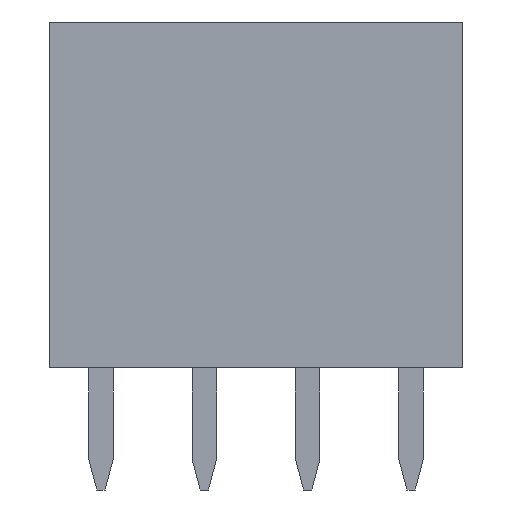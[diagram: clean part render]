
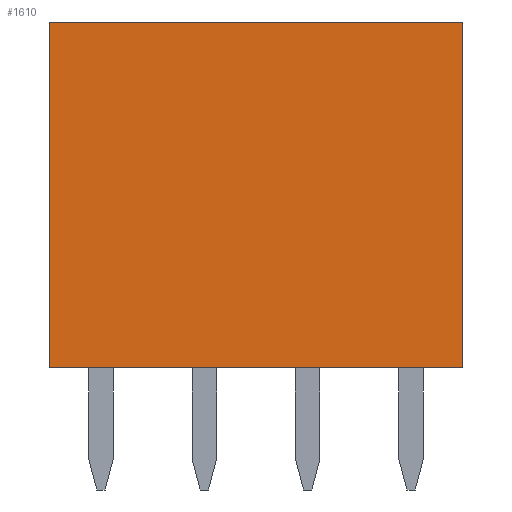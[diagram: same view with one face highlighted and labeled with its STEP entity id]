
A CAD part, front view. The second image highlights one B-rep face of the part: STEP entity #1610.
In plain terms, the highlighted planar face has unit normal (0, -1, 0).
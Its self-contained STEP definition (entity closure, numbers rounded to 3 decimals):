
#1610=ADVANCED_FACE('',(#3314),#3316,.T.);
#3314=FACE_BOUND('',#3315,.T.);
#3315=EDGE_LOOP('',(#4653,#4654,#4655,#4656));
#3316=PLANE('',#3317);
#3317=AXIS2_PLACEMENT_3D('',#3318,#3319,#3320);
#3318=CARTESIAN_POINT('',(-1.27,-1.27,0.));
#3319=DIRECTION('',(0.,-1.,0.));
#3320=DIRECTION('',(1.,0.,0.));
#4653=ORIENTED_EDGE('',*,*,#5423,.T.);
#4654=ORIENTED_EDGE('',*,*,#5356,.T.);
#4655=ORIENTED_EDGE('',*,*,#5413,.F.);
#4656=ORIENTED_EDGE('',*,*,#5345,.F.);
#5345=EDGE_CURVE('',#6249,#6251,#6252,.T.);
#5356=EDGE_CURVE('',#6271,#6269,#6272,.T.);
#5413=EDGE_CURVE('',#6251,#6269,#6353,.T.);
#5423=EDGE_CURVE('',#6249,#6271,#6367,.T.);
#6249=VERTEX_POINT('',#8157);
#6251=VERTEX_POINT('',#8161);
#6252=LINE('',#8162,#8163);
#6269=VERTEX_POINT('',#8199);
#6271=VERTEX_POINT('',#8203);
#6272=LINE('',#8204,#8205);
#6353=LINE('',#8403,#8404);
#6367=LINE('',#8437,#8438);
#8157=CARTESIAN_POINT('',(-1.27,-1.27,0.));
#8161=CARTESIAN_POINT('',(-1.27,-1.27,8.5));
#8162=CARTESIAN_POINT('',(-1.27,-1.27,0.));
#8163=VECTOR('',#8164,1.);
#8164=DIRECTION('',(0.,0.,1.));
#8199=CARTESIAN_POINT('',(8.89,-1.27,8.5));
#8203=CARTESIAN_POINT('',(8.89,-1.27,0.));
#8204=CARTESIAN_POINT('',(8.89,-1.27,0.));
#8205=VECTOR('',#8206,1.);
#8206=DIRECTION('',(0.,0.,1.));
#8403=CARTESIAN_POINT('',(-1.27,-1.27,8.5));
#8404=VECTOR('',#8405,1.);
#8405=DIRECTION('',(1.,0.,0.));
#8437=CARTESIAN_POINT('',(-1.27,-1.27,0.));
#8438=VECTOR('',#8439,1.);
#8439=DIRECTION('',(1.,0.,0.));
